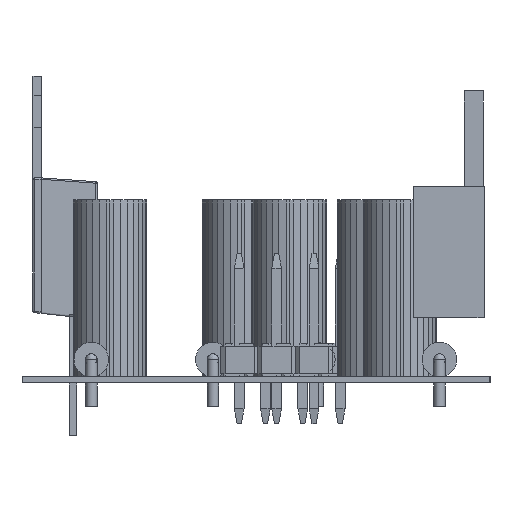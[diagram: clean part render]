
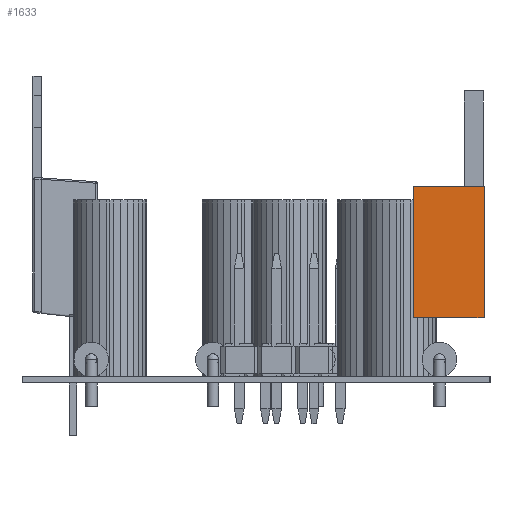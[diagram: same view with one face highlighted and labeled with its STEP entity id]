
A CAD part, left-side view. The second image highlights one B-rep face of the part: STEP entity #1633.
In plain terms, the highlighted planar face has unit normal (-1, 0, 0).
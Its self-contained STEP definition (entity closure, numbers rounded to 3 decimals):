
#1608 = VERTEX_POINT('',#1609);
#1609 = CARTESIAN_POINT('',(-5.4,-2.4,8.9));
#1615 = EDGE_CURVE('',#1616,#1608,#1618,.T.);
#1616 = VERTEX_POINT('',#1617);
#1617 = CARTESIAN_POINT('',(-5.4,-2.4,0.));
#1618 = LINE('',#1619,#1620);
#1619 = CARTESIAN_POINT('',(-5.4,-2.4,0.));
#1620 = VECTOR('',#1621,1.);
#1621 = DIRECTION('',(0.,0.,1.));
#1633 = ADVANCED_FACE('',(#1634),#1659,.T.);
#1634 = FACE_BOUND('',#1635,.T.);
#1635 = EDGE_LOOP('',(#1636,#1637,#1645,#1653));
#1636 = ORIENTED_EDGE('',*,*,#1615,.T.);
#1637 = ORIENTED_EDGE('',*,*,#1638,.T.);
#1638 = EDGE_CURVE('',#1608,#1639,#1641,.T.);
#1639 = VERTEX_POINT('',#1640);
#1640 = CARTESIAN_POINT('',(-5.4,2.4,8.9));
#1641 = LINE('',#1642,#1643);
#1642 = CARTESIAN_POINT('',(-5.4,-2.4,8.9));
#1643 = VECTOR('',#1644,1.);
#1644 = DIRECTION('',(0.,1.,0.));
#1645 = ORIENTED_EDGE('',*,*,#1646,.F.);
#1646 = EDGE_CURVE('',#1647,#1639,#1649,.T.);
#1647 = VERTEX_POINT('',#1648);
#1648 = CARTESIAN_POINT('',(-5.4,2.4,0.));
#1649 = LINE('',#1650,#1651);
#1650 = CARTESIAN_POINT('',(-5.4,2.4,0.));
#1651 = VECTOR('',#1652,1.);
#1652 = DIRECTION('',(0.,0.,1.));
#1653 = ORIENTED_EDGE('',*,*,#1654,.F.);
#1654 = EDGE_CURVE('',#1616,#1647,#1655,.T.);
#1655 = LINE('',#1656,#1657);
#1656 = CARTESIAN_POINT('',(-5.4,-2.4,0.));
#1657 = VECTOR('',#1658,1.);
#1658 = DIRECTION('',(0.,1.,0.));
#1659 = PLANE('',#1660);
#1660 = AXIS2_PLACEMENT_3D('',#1661,#1662,#1663);
#1661 = CARTESIAN_POINT('',(-5.4,-2.4,0.));
#1662 = DIRECTION('',(-1.,0.,0.));
#1663 = DIRECTION('',(0.,1.,0.));
